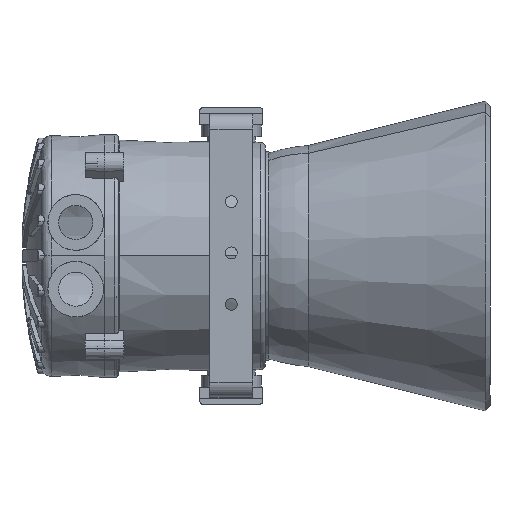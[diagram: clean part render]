
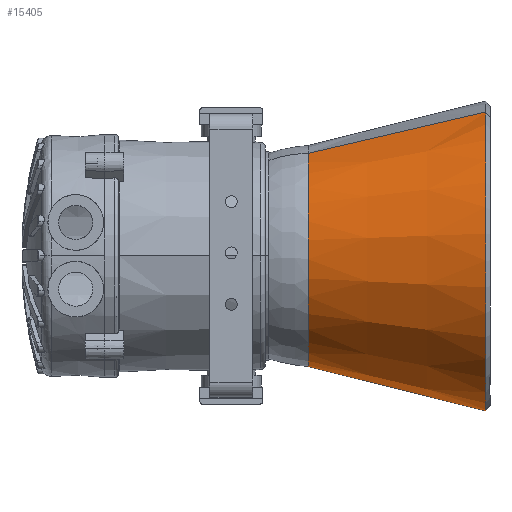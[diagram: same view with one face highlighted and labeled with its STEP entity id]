
A CAD part, top view. The second image highlights one B-rep face of the part: STEP entity #15405.
In plain terms, the highlighted conical face has half-angle 14.048 degrees and reference radius 90.695 mm.
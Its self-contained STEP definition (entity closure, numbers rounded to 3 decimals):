
#61 = DIRECTION ( 'NONE',  ( 1., 0., 0. ) ) ;
#449 = ORIENTED_EDGE ( 'NONE', *, *, #6824, .F. ) ;
#698 = ORIENTED_EDGE ( 'NONE', *, *, #15552, .F. ) ;
#872 = FACE_OUTER_BOUND ( 'NONE', #1510, .T. ) ;
#1510 = EDGE_LOOP ( 'NONE', ( #698, #15840, #16444, #449 ) ) ;
#2449 = CARTESIAN_POINT ( 'NONE',  ( -122.967, 90.695, 0. ) ) ;
#2805 = VERTEX_POINT ( 'NONE', #12410 ) ;
#2953 = VERTEX_POINT ( 'NONE', #6174 ) ;
#3013 = EDGE_CURVE ( 'NONE', #4148, #9330, #14516, .T. ) ;
#3399 = EDGE_CURVE ( 'NONE', #9330, #2805, #16245, .T. ) ;
#3990 = LINE ( 'NONE', #9363, #8426 ) ;
#4077 = CARTESIAN_POINT ( 'NONE',  ( -122.967, 0., 0. ) ) ;
#4148 = VERTEX_POINT ( 'NONE', #4850 ) ;
#4230 = AXIS2_PLACEMENT_3D ( 'NONE', #12119, #61, #5452 ) ;
#4850 = CARTESIAN_POINT ( 'NONE',  ( -19.019, 64.686, 0. ) ) ;
#5452 = DIRECTION ( 'NONE',  ( 0., 1., 0. ) ) ;
#5933 = CONICAL_SURFACE ( 'NONE', #15762, 90.695, 0.245 ) ;
#6174 = CARTESIAN_POINT ( 'NONE',  ( -19.019, -64.686, 0. ) ) ;
#6257 = CARTESIAN_POINT ( 'NONE',  ( -122.967, 0., 0. ) ) ;
#6824 = EDGE_CURVE ( 'NONE', #2953, #2805, #3990, .T. ) ;
#6948 = CARTESIAN_POINT ( 'NONE',  ( -122.967, 90.695, 0. ) ) ;
#6961 = VECTOR ( 'NONE', #7834, 1000. ) ;
#7834 = DIRECTION ( 'NONE',  ( -0.97, 0.243, 0. ) ) ;
#8426 = VECTOR ( 'NONE', #14734, 1000. ) ;
#8660 = AXIS2_PLACEMENT_3D ( 'NONE', #4077, #9444, #14814 ) ;
#9330 = VERTEX_POINT ( 'NONE', #6948 ) ;
#9363 = CARTESIAN_POINT ( 'NONE',  ( -122.967, -90.695, 0. ) ) ;
#9444 = DIRECTION ( 'NONE',  ( 1., 0., 0. ) ) ;
#11609 = DIRECTION ( 'NONE',  ( -1., 0., 0. ) ) ;
#11813 = CIRCLE ( 'NONE', #4230, 64.686 ) ;
#12119 = CARTESIAN_POINT ( 'NONE',  ( -19.019, 0., 0. ) ) ;
#12410 = CARTESIAN_POINT ( 'NONE',  ( -122.967, -90.695, 0. ) ) ;
#14516 = LINE ( 'NONE', #2449, #6961 ) ;
#14734 = DIRECTION ( 'NONE',  ( -0.97, -0.243, 0. ) ) ;
#14814 = DIRECTION ( 'NONE',  ( 0., 1., 0. ) ) ;
#15405 = ADVANCED_FACE ( 'NONE', ( #872 ), #5933, .T. ) ;
#15552 = EDGE_CURVE ( 'NONE', #4148, #2953, #11813, .T. ) ;
#15762 = AXIS2_PLACEMENT_3D ( 'NONE', #6257, #11609, #17019 ) ;
#15840 = ORIENTED_EDGE ( 'NONE', *, *, #3013, .T. ) ;
#16245 = CIRCLE ( 'NONE', #8660, 90.695 ) ;
#16444 = ORIENTED_EDGE ( 'NONE', *, *, #3399, .T. ) ;
#17019 = DIRECTION ( 'NONE',  ( 0., -1., 0. ) ) ;
